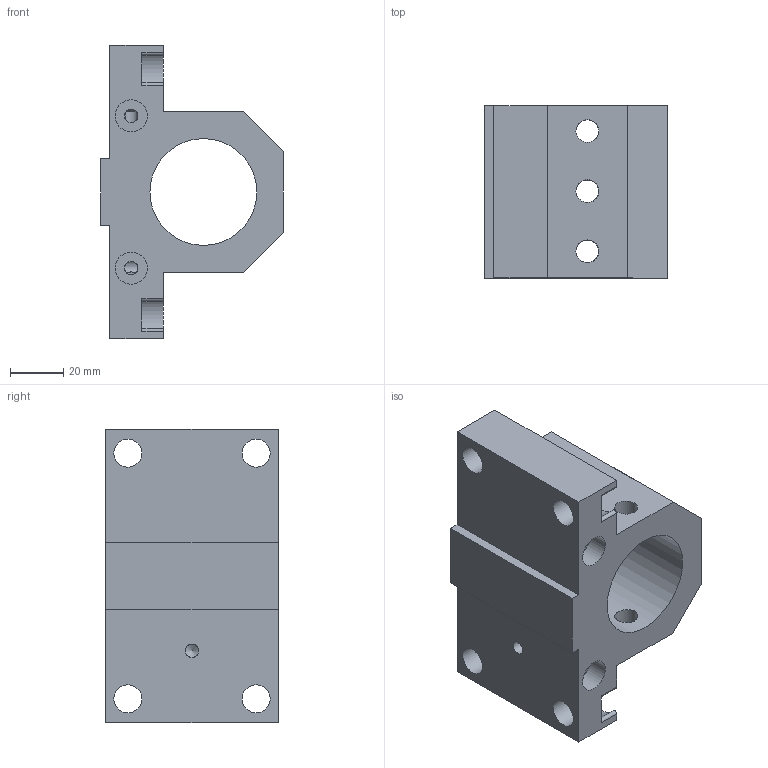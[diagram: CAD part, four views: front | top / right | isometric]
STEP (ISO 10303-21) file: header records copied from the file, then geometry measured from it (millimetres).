
FILE_DESCRIPTION(/* description */ (''),/* implementation_level */ '2;1');
FILE_NAME(/* name */ 'Block outil.step',/* time_stamp */ '2021-09-20T18:11:13+02:00',/* author */ (''),/* organization */ (''),/* preprocessor_version */ 'ST-DEVELOPER v18.1',/* originating_system */ 'Autodesk Translation Framework v10.10.0.1391',/* authorisation */ '');
FILE_SCHEMA (('AUTOMOTIVE_DESIGN { 1 0 10303 214 3 1 1 }'));
Length unit declared in the file: millimetre
Products named in the file (1): Block chaise tour Hyundai
Bounding box: 68.5 x 64.5 x 110 mm (x, y, z)
Volume: 206594.6 mm3; surface area: 42614.6 mm2
Topology: 1 solids, 1 shells, 59 faces, 172 edges, 114 vertices
Faces by surface type: cylinder 30, plane 22, cone 7
Full cylindrical faces by diameter (mm): 5 x5, 8.526 x6, 10.5 x4, 12 x2, 40 x1
Entity records: 2348 total; most frequent: CARTESIAN_POINT 682, ORIENTED_EDGE 340, DIRECTION 332, EDGE_CURVE 170, AXIS2_PLACEMENT_3D 123, VERTEX_POINT 114, EDGE_LOOP 88, LINE 86
